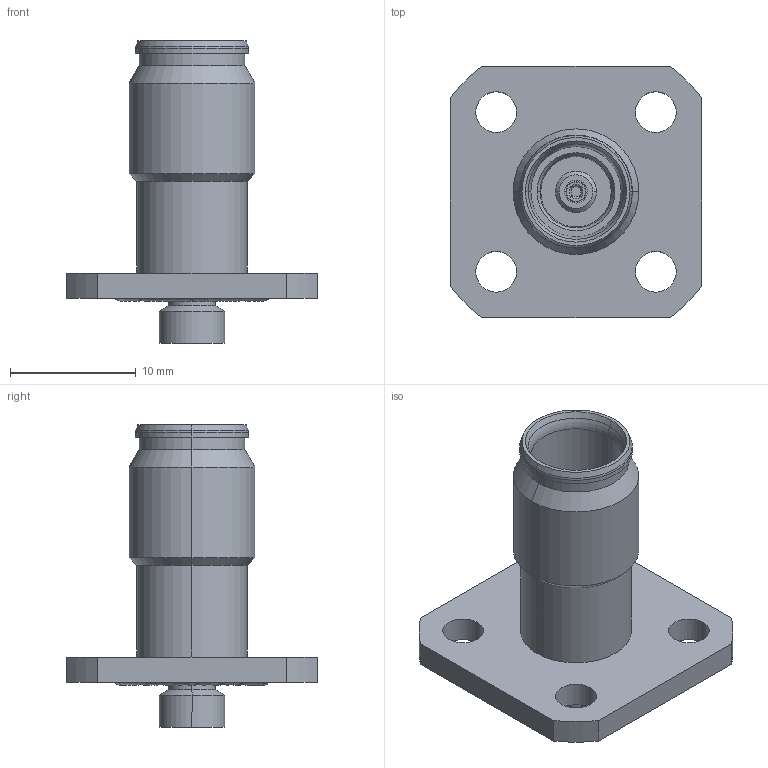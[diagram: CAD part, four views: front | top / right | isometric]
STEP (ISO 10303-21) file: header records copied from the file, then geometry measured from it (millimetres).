
FILE_DESCRIPTION (( 'STEP AP214' ), '1' );
FILE_NAME ('J01491A0009.STEP', '2020-11-26T09:53:49', ( '' ), ( '' ), 'SwSTEP 2.0', 'SolidWorks 2020', '' );
FILE_SCHEMA (( 'AUTOMOTIVE_DESIGN' ));
Length unit declared in the file: millimetre
Products named in the file (1): J01491A0009
Bounding box: 20 x 20 x 24.1 mm (x, y, z)
Volume: 1744.8 mm3; surface area: 1936.3 mm2
Topology: 2 solids, 2 shells, 110 faces, 246 edges, 152 vertices
Faces by surface type: cylinder 46, plane 28, cone 22, torus 10, bspline 4
Entity records: 4382 total; most frequent: CARTESIAN_POINT 679, DIRECTION 550, ORIENTED_EDGE 492, EDGE_CURVE 246, AXIS2_PLACEMENT_3D 227, VERTEX_POINT 152, EDGE_LOOP 132, CIRCLE 120
